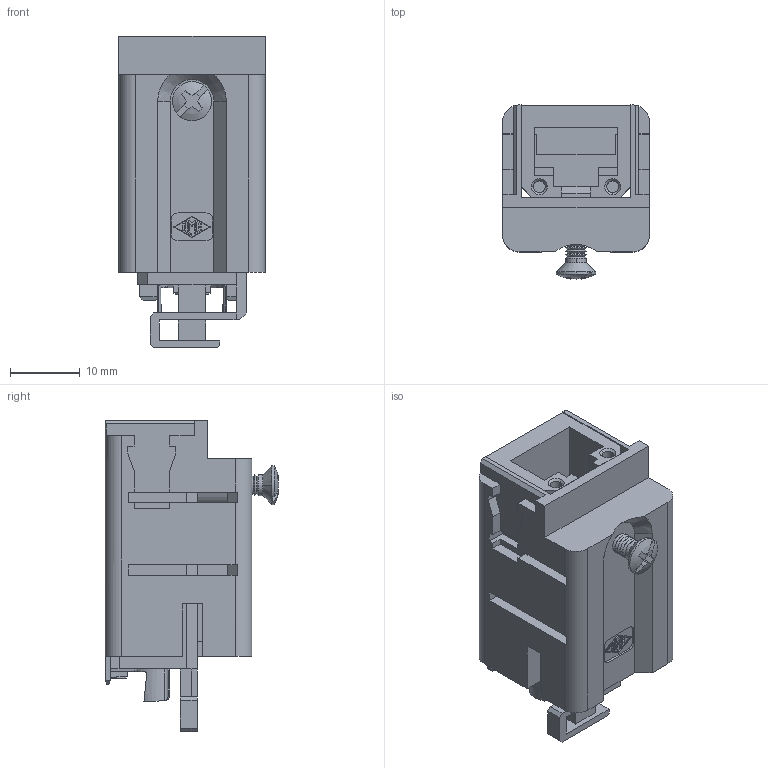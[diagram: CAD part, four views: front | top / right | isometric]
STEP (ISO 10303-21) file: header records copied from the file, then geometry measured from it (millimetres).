
FILE_DESCRIPTION(('Creo Elements/Direct Modeling STEP Export'),'2;1');
FILE_NAME('37jbk2e5hvkkp1f5832','2022-03-31T 9:19:08',(''),(''),'Creo Elements/Direct Modeling STEP processor for AP214 (Solid Model)','Creo Elements/Direct Modeling 20.1B 02-Apr-2019 (C) Parametric Technology GmbH','');
FILE_SCHEMA(('AUTOMOTIVE_DESIGN { 1 0 10303 214 1 1 1 1 }'));
Length unit declared in the file: millimetre
Products named in the file (2): CJK_8P_IFT
Assembly tree (1 placements, depth 2):
  CJK_8P_IFT
    CJK_8P_IFT
Bounding box: 21 x 24.89 x 44.6 mm (x, y, z)
Volume: 10592.6 mm3; surface area: 8127.1 mm2
Topology: 1 solids, 1 shells, 360 faces, 1040 edges, 682 vertices
Faces by surface type: plane 267, cylinder 51, cone 29, bspline 11, sphere 2
Entity records: 15681 total; most frequent: CARTESIAN_POINT 3540, ORIENTED_EDGE 2080, DIRECTION 1732, EDGE_CURVE 1040, VECTOR 814, LINE 814, VERTEX_POINT 682, AXIS2_PLACEMENT_3D 459
